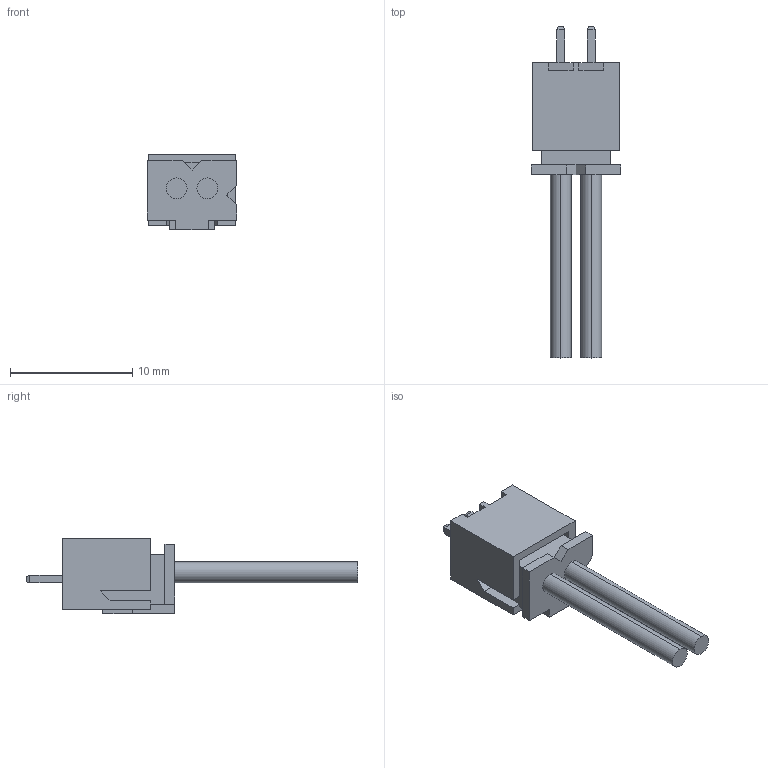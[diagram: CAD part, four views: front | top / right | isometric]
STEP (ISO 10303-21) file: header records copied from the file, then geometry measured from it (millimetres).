
FILE_DESCRIPTION (( 'STEP AP214' ), '1' );
FILE_NAME ('JST_XH_2P.STEP', '2022-11-28T15:38:16', ( '' ), ( '' ), 'SwSTEP 2.0', 'SolidWorks 2022', '' );
FILE_SCHEMA (( 'AUTOMOTIVE_DESIGN' ));
Length unit declared in the file: millimetre
Products named in the file (3): JST - XH - Thru - 2Pin - 2.5mm (Genuine).stp; JST_XHP_2; JST_XH_2P
Assembly tree (2 placements, depth 2):
  JST_XH_2P
    JST - XH - Thru - 2Pin - 2.5mm (Genuine).stp
    JST_XHP_2
Bounding box: 7.3 x 27.17 x 6.2 mm (x, y, z)
Volume: 380 mm3; surface area: 843.9 mm2
Topology: 2 solids, 22 shells, 306 faces, 740 edges, 484 vertices
Faces by surface type: plane 259, bspline 43, cylinder 4
Entity records: 10614 total; most frequent: CARTESIAN_POINT 3222, ORIENTED_EDGE 1480, DIRECTION 1004, EDGE_CURVE 740, VERTEX_POINT 484, LINE 452, VECTOR 452, EDGE_LOOP 324
